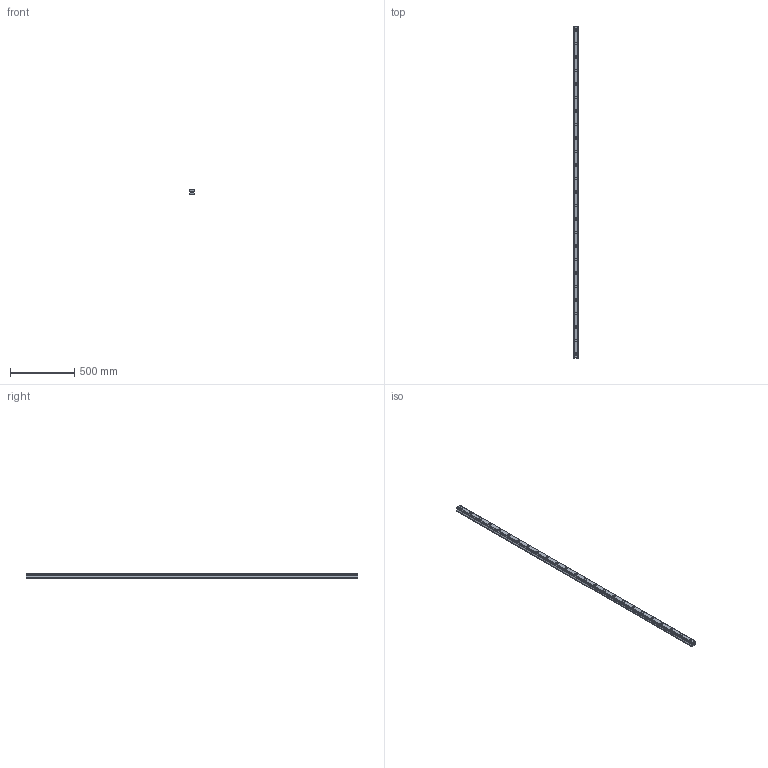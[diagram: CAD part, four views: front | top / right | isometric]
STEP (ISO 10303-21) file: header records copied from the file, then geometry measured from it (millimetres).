
FILE_DESCRIPTION(('STEP AP214'),'1');
FILE_NAME('cctmp_33599B6B-F1C6-4D40-AFB7-06B695BD97E3_2020_10_29_12_4_8_903..stp','2020-10-29T11:04:09',('HIWIN GmbH'),('CADClick - www.CADClick.com'),'Spatial InterOp 3D',' ','unknown authorization');
FILE_SCHEMA(('AUTOMOTIVE_DESIGN'));
Length unit declared in the file: millimetre
Products named in the file (1): HGR45R2580H_FILE
Bounding box: 45 x 2580 x 38 mm (x, y, z)
Volume: 3467154.3 mm3; surface area: 501700.5 mm2
Topology: 1 solids, 1 shells, 322 faces, 723 edges, 482 vertices
Faces by surface type: plane 168, cylinder 154
Entity records: 11675 total; most frequent: DIRECTION 1677, CARTESIAN_POINT 1528, ORIENTED_EDGE 1446, EDGE_CURVE 723, AXIS2_PLACEMENT_3D 631, VERTEX_POINT 482, LINE 415, VECTOR 415
